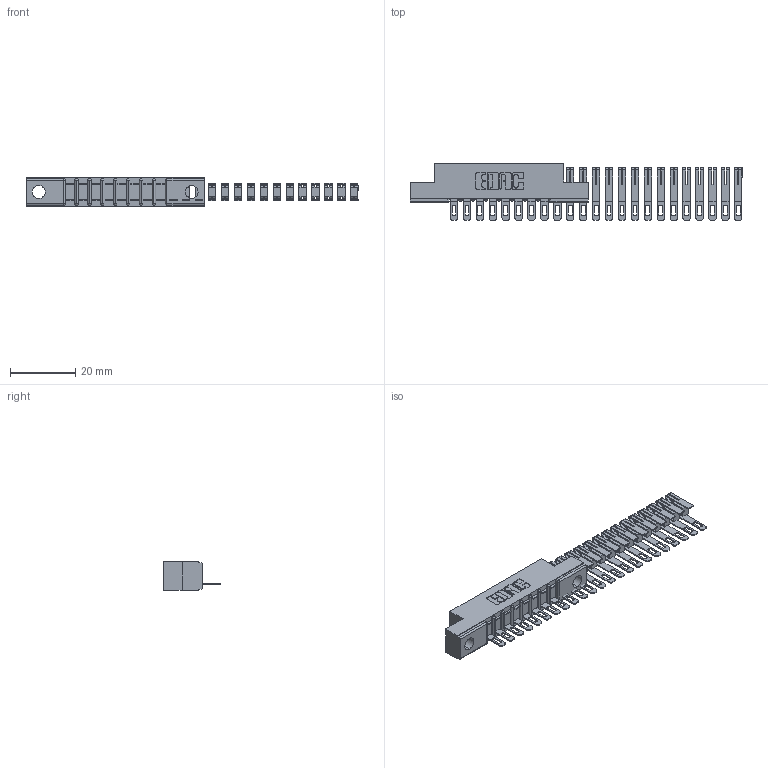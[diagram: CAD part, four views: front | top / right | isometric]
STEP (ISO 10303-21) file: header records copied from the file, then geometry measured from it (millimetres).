
FILE_DESCRIPTION (( 'STEP AP203' ), '1' );
FILE_NAME ('357-023-501-104.STEP', '2018-08-08T23:37:05', ( '' ), ( '' ), 'SwSTEP 2.0', 'SolidWorks 2016', '' );
FILE_SCHEMA (( 'CONFIG_CONTROL_DESIGN' ));
Length unit declared in the file: inch
Products named in the file (3): 307 Part_.156 Dia Mounting Holes; 307-290-002_501; 357-023-501-104
Assembly tree (24 placements, depth 2):
  357-023-501-104
    307 Part_.156 Dia Mounting Holes
    307-290-002_501  x23
Bounding box: 101.79 x 17.42 x 8.71 mm (x, y, z)
Volume: 3952.8 mm3; surface area: 8986.1 mm2
Topology: 24 solids, 24 shells, 1589 faces, 4873 edges, 3222 vertices
Faces by surface type: plane 916, cylinder 655, sphere 18
Entity records: 12742 total; most frequent: CARTESIAN_POINT 2081, ORIENTED_EDGE 2054, DIRECTION 2049, EDGE_CURVE 1027, LINE 773, VECTOR 773, VERTEX_POINT 670, AXIS2_PLACEMENT_3D 638
